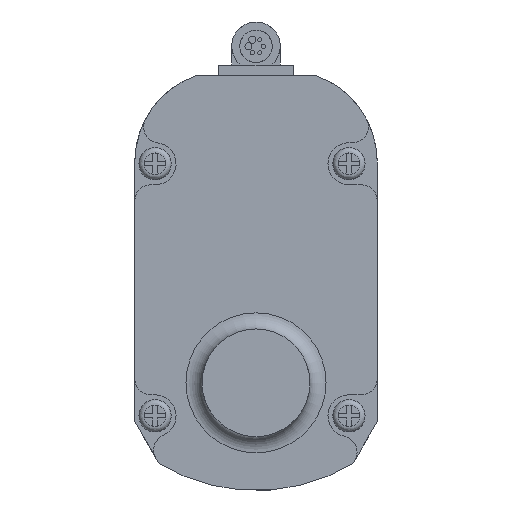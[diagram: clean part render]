
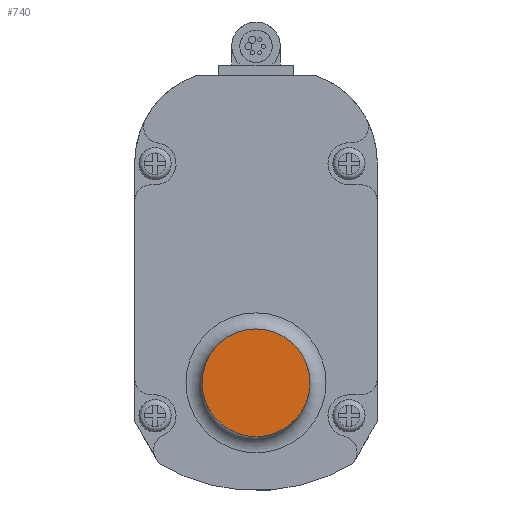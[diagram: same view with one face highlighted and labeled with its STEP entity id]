
A CAD part, left-side view. The second image highlights one B-rep face of the part: STEP entity #740.
In plain terms, the highlighted planar face has unit normal (-1, 0, 0).
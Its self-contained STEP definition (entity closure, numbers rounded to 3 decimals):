
#740 = ADVANCED_FACE( '', ( #1624 ), #1625, .F. );
#1624 = FACE_OUTER_BOUND( '', #2849, .T. );
#1625 = PLANE( '', #2850 );
#2849 = EDGE_LOOP( '', ( #4884 ) );
#2850 = AXIS2_PLACEMENT_3D( '', #4885, #4886, #4887 );
#4884 = ORIENTED_EDGE( '', *, *, #6806, .F. );
#4885 = CARTESIAN_POINT( '', ( -61., 0., -16.897 ) );
#4886 = DIRECTION( '', ( 1., 0., 0. ) );
#4887 = DIRECTION( '', ( 0., 0., -1. ) );
#6806 = EDGE_CURVE( '', #8319, #8319, #8320, .T. );
#8319 = VERTEX_POINT( '', #10745 );
#8320 = CIRCLE( '', #10746, 10. );
#10745 = CARTESIAN_POINT( '', ( -61., -10., -16.897 ) );
#10746 = AXIS2_PLACEMENT_3D( '', #12171, #12172, #12173 );
#12171 = CARTESIAN_POINT( '', ( -61., 0., -16.897 ) );
#12172 = DIRECTION( '', ( 1., 0., 0. ) );
#12173 = DIRECTION( '', ( 0., -1., 0. ) );
